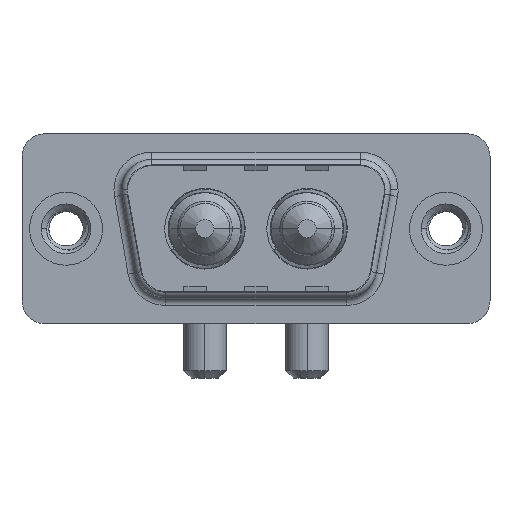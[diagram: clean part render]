
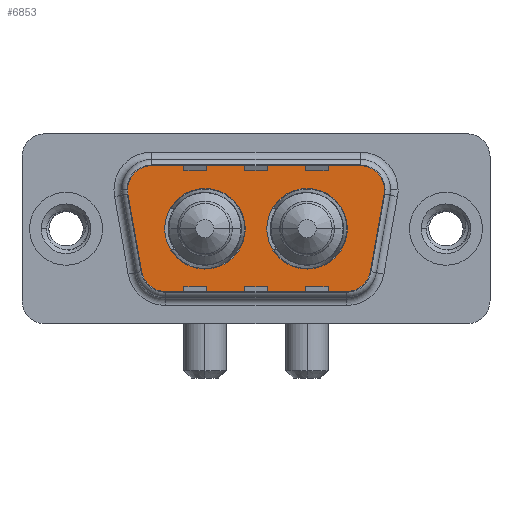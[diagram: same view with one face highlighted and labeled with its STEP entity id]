
A CAD part, top view. The second image highlights one B-rep face of the part: STEP entity #6853.
In plain terms, the highlighted planar face has unit normal (0, 0, 1).
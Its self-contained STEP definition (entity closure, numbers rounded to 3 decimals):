
#90 = DIRECTION ( 'NONE',  ( 0.174, -0.985, 0. ) ) ;
#101 = FACE_BOUND ( 'NONE', #11465, .T. ) ;
#106 = ORIENTED_EDGE ( 'NONE', *, *, #4519, .T. ) ;
#115 = CARTESIAN_POINT ( 'NONE',  ( 20.511, -3.247, 0. ) ) ;
#137 = CARTESIAN_POINT ( 'NONE',  ( 13.21, 0., 0. ) ) ;
#163 = DIRECTION ( 'NONE',  ( 1., 0., 0. ) ) ;
#167 = DIRECTION ( 'NONE',  ( -1., 0., 0. ) ) ;
#191 = ORIENTED_EDGE ( 'NONE', *, *, #592, .T. ) ;
#361 = ORIENTED_EDGE ( 'NONE', *, *, #4792, .F. ) ;
#537 = DIRECTION ( 'NONE',  ( -1., 0., 0. ) ) ;
#592 = EDGE_CURVE ( 'NONE', #10606, #2141, #1892, .T. ) ;
#814 = CARTESIAN_POINT ( 'NONE',  ( 9.14, 0., 0. ) ) ;
#886 = CARTESIAN_POINT ( 'NONE',  ( 19.564, 2.9, 0. ) ) ;
#1003 = CARTESIAN_POINT ( 'NONE',  ( 5.436, 4.9, 0. ) ) ;
#1020 = DIRECTION ( 'NONE',  ( 0., 0., 1. ) ) ;
#1121 = VERTEX_POINT ( 'NONE', #115 ) ;
#1291 = AXIS2_PLACEMENT_3D ( 'NONE', #7248, #1743, #167 ) ;
#1446 = CARTESIAN_POINT ( 'NONE',  ( 15.86, 0., 0. ) ) ;
#1585 = EDGE_CURVE ( 'NONE', #1121, #6422, #10145, .T. ) ;
#1594 = ORIENTED_EDGE ( 'NONE', *, *, #9278, .F. ) ;
#1704 = CARTESIAN_POINT ( 'NONE',  ( 21.534, 2.553, 0. ) ) ;
#1743 = DIRECTION ( 'NONE',  ( 0., 0., 1. ) ) ;
#1840 = AXIS2_PLACEMENT_3D ( 'NONE', #814, #9768, #9816 ) ;
#1842 = CIRCLE ( 'NONE', #9325, 2. ) ;
#1892 = CIRCLE ( 'NONE', #9190, 2. ) ;
#2141 = VERTEX_POINT ( 'NONE', #5970 ) ;
#2282 = CARTESIAN_POINT ( 'NONE',  ( 6.459, -2.9, 0. ) ) ;
#2397 = VECTOR ( 'NONE', #163, 1000. ) ;
#2443 = CARTESIAN_POINT ( 'NONE',  ( 9.14, 0., 0. ) ) ;
#2473 = EDGE_LOOP ( 'NONE', ( #10266, #361 ) ) ;
#2600 = CARTESIAN_POINT ( 'NONE',  ( 18.541, -2.9, 0. ) ) ;
#2756 = DIRECTION ( 'NONE',  ( -1., 0., 0. ) ) ;
#2965 = LINE ( 'NONE', #9111, #2397 ) ;
#3002 = ORIENTED_EDGE ( 'NONE', *, *, #5596, .T. ) ;
#3254 = DIRECTION ( 'NONE',  ( 0., 0., 1. ) ) ;
#3569 = VERTEX_POINT ( 'NONE', #137 ) ;
#3773 = CARTESIAN_POINT ( 'NONE',  ( 15.86, 0., 0. ) ) ;
#3810 = DIRECTION ( 'NONE',  ( 0.174, 0.985, 0. ) ) ;
#3822 = CARTESIAN_POINT ( 'NONE',  ( 11.79, 0., 0. ) ) ;
#3962 = DIRECTION ( 'NONE',  ( 0., 0., 1. ) ) ;
#4236 = EDGE_CURVE ( 'NONE', #7876, #4964, #1842, .T. ) ;
#4256 = EDGE_LOOP ( 'NONE', ( #5728, #4652, #4825, #191, #5980, #106, #3002, #6089, #8672 ) ) ;
#4271 = VERTEX_POINT ( 'NONE', #7617 ) ;
#4278 = EDGE_CURVE ( 'NONE', #2141, #10372, #9429, .T. ) ;
#4346 = VECTOR ( 'NONE', #3810, 1000. ) ;
#4348 = VERTEX_POINT ( 'NONE', #10663 ) ;
#4416 = VERTEX_POINT ( 'NONE', #10547 ) ;
#4519 = EDGE_CURVE ( 'NONE', #10372, #4271, #10273, .T. ) ;
#4587 = DIRECTION ( 'NONE',  ( 1., 0., 0. ) ) ;
#4652 = ORIENTED_EDGE ( 'NONE', *, *, #1585, .T. ) ;
#4792 = EDGE_CURVE ( 'NONE', #4416, #7626, #8902, .T. ) ;
#4825 = ORIENTED_EDGE ( 'NONE', *, *, #11400, .T. ) ;
#4901 = DIRECTION ( 'NONE',  ( 1., 0., 0. ) ) ;
#4964 = VERTEX_POINT ( 'NONE', #11487 ) ;
#5084 = EDGE_CURVE ( 'NONE', #4964, #5501, #2965, .T. ) ;
#5201 = VECTOR ( 'NONE', #9549, 1000. ) ;
#5367 = CIRCLE ( 'NONE', #11579, 2.65 ) ;
#5391 = CIRCLE ( 'NONE', #1840, 2.65 ) ;
#5398 = VECTOR ( 'NONE', #90, 1000. ) ;
#5501 = VERTEX_POINT ( 'NONE', #8867 ) ;
#5596 = EDGE_CURVE ( 'NONE', #4271, #7876, #8984, .T. ) ;
#5720 = AXIS2_PLACEMENT_3D ( 'NONE', #5723, #6391, #10073 ) ;
#5723 = CARTESIAN_POINT ( 'NONE',  ( 5.436, 2.9, 0. ) ) ;
#5728 = ORIENTED_EDGE ( 'NONE', *, *, #7388, .T. ) ;
#5961 = DIRECTION ( 'NONE',  ( 1., 0., 0. ) ) ;
#5970 = CARTESIAN_POINT ( 'NONE',  ( 19.564, 4.9, 0. ) ) ;
#5980 = ORIENTED_EDGE ( 'NONE', *, *, #4278, .T. ) ;
#6089 = ORIENTED_EDGE ( 'NONE', *, *, #4236, .T. ) ;
#6339 = CIRCLE ( 'NONE', #1291, 2. ) ;
#6391 = DIRECTION ( 'NONE',  ( 0., 0., 1. ) ) ;
#6419 = CARTESIAN_POINT ( 'NONE',  ( 3.466, 2.553, 0. ) ) ;
#6422 = VERTEX_POINT ( 'NONE', #1704 ) ;
#6853 = ADVANCED_FACE ( 'NONE', ( #101, #8879, #10760 ), #8011, .T. ) ;
#6939 = AXIS2_PLACEMENT_3D ( 'NONE', #2600, #10746, #11586 ) ;
#7134 = DIRECTION ( 'NONE',  ( 0., 0., 1. ) ) ;
#7248 = CARTESIAN_POINT ( 'NONE',  ( 19.564, 2.9, 0. ) ) ;
#7279 = DIRECTION ( 'NONE',  ( 0., 0., 1. ) ) ;
#7388 = EDGE_CURVE ( 'NONE', #5501, #1121, #9930, .T. ) ;
#7561 = CARTESIAN_POINT ( 'NONE',  ( 21.534, 2.553, 0. ) ) ;
#7565 = CARTESIAN_POINT ( 'NONE',  ( 21.564, 2.9, 0. ) ) ;
#7612 = CIRCLE ( 'NONE', #7792, 2.65 ) ;
#7617 = CARTESIAN_POINT ( 'NONE',  ( 3.466, 2.553, 0. ) ) ;
#7626 = VERTEX_POINT ( 'NONE', #3822 ) ;
#7792 = AXIS2_PLACEMENT_3D ( 'NONE', #3773, #1020, #4587 ) ;
#7876 = VERTEX_POINT ( 'NONE', #8905 ) ;
#8011 = PLANE ( 'NONE',  #10116 ) ;
#8124 = CARTESIAN_POINT ( 'NONE',  ( 18.541, -2.9, 0. ) ) ;
#8155 = AXIS2_PLACEMENT_3D ( 'NONE', #2443, #3254, #5961 ) ;
#8672 = ORIENTED_EDGE ( 'NONE', *, *, #5084, .T. ) ;
#8867 = CARTESIAN_POINT ( 'NONE',  ( 18.541, -4.9, 0. ) ) ;
#8879 = FACE_BOUND ( 'NONE', #2473, .T. ) ;
#8902 = CIRCLE ( 'NONE', #8155, 2.65 ) ;
#8905 = CARTESIAN_POINT ( 'NONE',  ( 4.489, -3.247, 0. ) ) ;
#8984 = LINE ( 'NONE', #6419, #5398 ) ;
#9111 = CARTESIAN_POINT ( 'NONE',  ( 6.459, -4.9, 0. ) ) ;
#9190 = AXIS2_PLACEMENT_3D ( 'NONE', #886, #7279, #2756 ) ;
#9278 = EDGE_CURVE ( 'NONE', #3569, #4348, #7612, .T. ) ;
#9325 = AXIS2_PLACEMENT_3D ( 'NONE', #2282, #10419, #537 ) ;
#9429 = LINE ( 'NONE', #9605, #5201 ) ;
#9549 = DIRECTION ( 'NONE',  ( -1., 0., 0. ) ) ;
#9605 = CARTESIAN_POINT ( 'NONE',  ( 5.436, 4.9, 0. ) ) ;
#9768 = DIRECTION ( 'NONE',  ( 0., 0., 1. ) ) ;
#9816 = DIRECTION ( 'NONE',  ( 1., 0., 0. ) ) ;
#9930 = CIRCLE ( 'NONE', #6939, 2. ) ;
#10073 = DIRECTION ( 'NONE',  ( 1., 0., 0. ) ) ;
#10093 = EDGE_CURVE ( 'NONE', #4348, #3569, #5367, .T. ) ;
#10116 = AXIS2_PLACEMENT_3D ( 'NONE', #8124, #7134, #11486 ) ;
#10145 = LINE ( 'NONE', #7561, #4346 ) ;
#10266 = ORIENTED_EDGE ( 'NONE', *, *, #11333, .F. ) ;
#10273 = CIRCLE ( 'NONE', #5720, 2. ) ;
#10372 = VERTEX_POINT ( 'NONE', #1003 ) ;
#10419 = DIRECTION ( 'NONE',  ( 0., 0., 1. ) ) ;
#10547 = CARTESIAN_POINT ( 'NONE',  ( 6.49, 0., 0. ) ) ;
#10606 = VERTEX_POINT ( 'NONE', #7565 ) ;
#10663 = CARTESIAN_POINT ( 'NONE',  ( 18.51, 0., 0. ) ) ;
#10746 = DIRECTION ( 'NONE',  ( 0., 0., 1. ) ) ;
#10760 = FACE_OUTER_BOUND ( 'NONE', #4256, .T. ) ;
#11033 = ORIENTED_EDGE ( 'NONE', *, *, #10093, .F. ) ;
#11333 = EDGE_CURVE ( 'NONE', #7626, #4416, #5391, .T. ) ;
#11400 = EDGE_CURVE ( 'NONE', #6422, #10606, #6339, .T. ) ;
#11465 = EDGE_LOOP ( 'NONE', ( #11033, #1594 ) ) ;
#11486 = DIRECTION ( 'NONE',  ( 1., 0., 0. ) ) ;
#11487 = CARTESIAN_POINT ( 'NONE',  ( 6.459, -4.9, 0. ) ) ;
#11579 = AXIS2_PLACEMENT_3D ( 'NONE', #1446, #3962, #4901 ) ;
#11586 = DIRECTION ( 'NONE',  ( 1., 0., 0. ) ) ;
